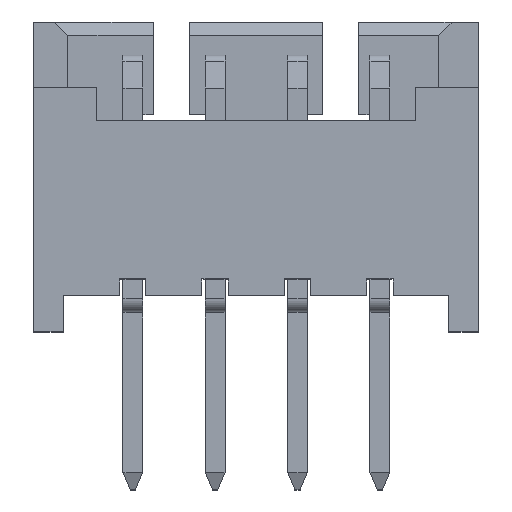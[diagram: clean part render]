
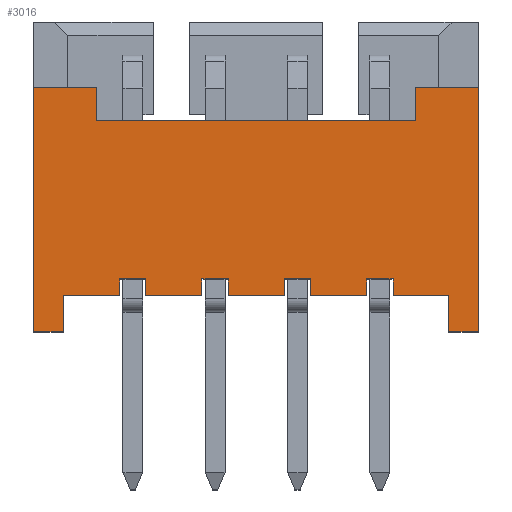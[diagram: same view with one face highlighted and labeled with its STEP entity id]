
A CAD part, top view. The second image highlights one B-rep face of the part: STEP entity #3016.
In plain terms, the highlighted planar face has unit normal (0, 0, 1).
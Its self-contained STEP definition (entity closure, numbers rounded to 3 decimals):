
#9=DIRECTION('',(1.,0.,0.));
#10=VECTOR('',#9,0.45);
#11=CARTESIAN_POINT('',(-3.375,0.,1.725));
#12=LINE('',#11,#10);
#13=DIRECTION('',(1.,0.,0.));
#14=VECTOR('',#13,0.45);
#15=CARTESIAN_POINT('',(2.925,0.,1.725));
#16=LINE('',#15,#14);
#37=DIRECTION('',(0.,1.,0.));
#38=VECTOR('',#37,0.25);
#39=CARTESIAN_POINT('',(-1.67,0.55,1.725));
#40=LINE('',#39,#38);
#41=DIRECTION('',(-1.,0.,0.));
#42=VECTOR('',#41,0.4);
#43=CARTESIAN_POINT('',(-1.67,0.8,1.725));
#44=LINE('',#43,#42);
#45=DIRECTION('',(0.,-1.,0.));
#46=VECTOR('',#45,0.25);
#47=CARTESIAN_POINT('',(-2.07,0.8,1.725));
#48=LINE('',#47,#46);
#49=DIRECTION('',(-1.,0.,0.));
#50=VECTOR('',#49,0.855);
#51=CARTESIAN_POINT('',(-2.07,0.55,1.725));
#52=LINE('',#51,#50);
#53=DIRECTION('',(0.,1.,0.));
#54=VECTOR('',#53,0.55);
#55=CARTESIAN_POINT('',(-2.925,0.,1.725));
#56=LINE('',#55,#54);
#57=DIRECTION('',(0.,1.,0.));
#58=VECTOR('',#57,3.7);
#59=CARTESIAN_POINT('',(-3.375,0.,1.725));
#60=LINE('',#59,#58);
#61=DIRECTION('',(1.,0.,0.));
#62=VECTOR('',#61,0.95);
#63=CARTESIAN_POINT('',(-3.375,3.7,1.725));
#64=LINE('',#63,#62);
#65=DIRECTION('',(0.,-1.,0.));
#66=VECTOR('',#65,0.5);
#67=CARTESIAN_POINT('',(-2.425,3.7,1.725));
#68=LINE('',#67,#66);
#69=DIRECTION('',(1.,0.,0.));
#70=VECTOR('',#69,4.85);
#71=CARTESIAN_POINT('',(-2.425,3.2,1.725));
#72=LINE('',#71,#70);
#73=DIRECTION('',(0.,1.,0.));
#74=VECTOR('',#73,0.5);
#75=CARTESIAN_POINT('',(2.425,3.2,1.725));
#76=LINE('',#75,#74);
#77=DIRECTION('',(-1.,0.,0.));
#78=VECTOR('',#77,0.95);
#79=CARTESIAN_POINT('',(3.375,3.7,1.725));
#80=LINE('',#79,#78);
#81=DIRECTION('',(0.,1.,0.));
#82=VECTOR('',#81,0.55);
#83=CARTESIAN_POINT('',(2.925,0.,1.725));
#84=LINE('',#83,#82);
#85=DIRECTION('',(-1.,0.,0.));
#86=VECTOR('',#85,0.845);
#87=CARTESIAN_POINT('',(2.925,0.55,1.725));
#88=LINE('',#87,#86);
#89=DIRECTION('',(0.,1.,0.));
#90=VECTOR('',#89,0.25);
#91=CARTESIAN_POINT('',(2.08,0.55,1.725));
#92=LINE('',#91,#90);
#93=DIRECTION('',(-1.,0.,0.));
#94=VECTOR('',#93,0.4);
#95=CARTESIAN_POINT('',(2.08,0.8,1.725));
#96=LINE('',#95,#94);
#97=DIRECTION('',(0.,-1.,0.));
#98=VECTOR('',#97,0.25);
#99=CARTESIAN_POINT('',(1.68,0.8,1.725));
#100=LINE('',#99,#98);
#101=DIRECTION('',(-1.,0.,0.));
#102=VECTOR('',#101,0.85);
#103=CARTESIAN_POINT('',(1.68,0.55,1.725));
#104=LINE('',#103,#102);
#105=DIRECTION('',(0.,1.,0.));
#106=VECTOR('',#105,0.25);
#107=CARTESIAN_POINT('',(0.83,0.55,1.725));
#108=LINE('',#107,#106);
#109=DIRECTION('',(-1.,0.,0.));
#110=VECTOR('',#109,0.4);
#111=CARTESIAN_POINT('',(0.83,0.8,1.725));
#112=LINE('',#111,#110);
#113=DIRECTION('',(0.,-1.,0.));
#114=VECTOR('',#113,0.25);
#115=CARTESIAN_POINT('',(0.43,0.8,1.725));
#116=LINE('',#115,#114);
#117=DIRECTION('',(-1.,0.,0.));
#118=VECTOR('',#117,0.85);
#119=CARTESIAN_POINT('',(0.43,0.55,1.725));
#120=LINE('',#119,#118);
#121=DIRECTION('',(0.,1.,0.));
#122=VECTOR('',#121,0.25);
#123=CARTESIAN_POINT('',(-0.42,0.55,1.725));
#124=LINE('',#123,#122);
#125=DIRECTION('',(-1.,0.,0.));
#126=VECTOR('',#125,0.4);
#127=CARTESIAN_POINT('',(-0.42,0.8,1.725));
#128=LINE('',#127,#126);
#129=DIRECTION('',(0.,-1.,0.));
#130=VECTOR('',#129,0.25);
#131=CARTESIAN_POINT('',(-0.82,0.8,1.725));
#132=LINE('',#131,#130);
#133=DIRECTION('',(-1.,0.,0.));
#134=VECTOR('',#133,0.85);
#135=CARTESIAN_POINT('',(-0.82,0.55,1.725));
#136=LINE('',#135,#134);
#863=DIRECTION('',(0.,1.,0.));
#864=VECTOR('',#863,3.7);
#865=CARTESIAN_POINT('',(3.375,0.,1.725));
#866=LINE('',#865,#864);
#2210=CARTESIAN_POINT('',(-3.375,0.,1.725));
#2212=VERTEX_POINT('',#2210);
#2213=CARTESIAN_POINT('',(3.375,0.,1.725));
#2215=VERTEX_POINT('',#2213);
#2265=CARTESIAN_POINT('',(-3.375,3.7,1.725));
#2266=VERTEX_POINT('',#2265);
#2267=CARTESIAN_POINT('',(-2.425,3.7,1.725));
#2268=VERTEX_POINT('',#2267);
#2269=CARTESIAN_POINT('',(-2.425,3.2,1.725));
#2270=VERTEX_POINT('',#2269);
#2271=CARTESIAN_POINT('',(2.425,3.2,1.725));
#2272=VERTEX_POINT('',#2271);
#2273=CARTESIAN_POINT('',(2.425,3.7,1.725));
#2274=VERTEX_POINT('',#2273);
#2275=CARTESIAN_POINT('',(3.375,3.7,1.725));
#2276=VERTEX_POINT('',#2275);
#2293=CARTESIAN_POINT('',(-2.925,0.,1.725));
#2294=CARTESIAN_POINT('',(-2.925,0.55,1.725));
#2295=VERTEX_POINT('',#2293);
#2296=VERTEX_POINT('',#2294);
#2297=CARTESIAN_POINT('',(2.925,0.,1.725));
#2298=CARTESIAN_POINT('',(2.925,0.55,1.725));
#2299=VERTEX_POINT('',#2297);
#2300=VERTEX_POINT('',#2298);
#2305=CARTESIAN_POINT('',(2.08,0.55,1.725));
#2306=CARTESIAN_POINT('',(2.08,0.8,1.725));
#2307=VERTEX_POINT('',#2305);
#2308=VERTEX_POINT('',#2306);
#2309=CARTESIAN_POINT('',(1.68,0.8,1.725));
#2310=VERTEX_POINT('',#2309);
#2311=CARTESIAN_POINT('',(1.68,0.55,1.725));
#2312=VERTEX_POINT('',#2311);
#2317=CARTESIAN_POINT('',(0.83,0.55,1.725));
#2318=CARTESIAN_POINT('',(0.83,0.8,1.725));
#2319=VERTEX_POINT('',#2317);
#2320=VERTEX_POINT('',#2318);
#2321=CARTESIAN_POINT('',(0.43,0.8,1.725));
#2322=VERTEX_POINT('',#2321);
#2323=CARTESIAN_POINT('',(0.43,0.55,1.725));
#2324=VERTEX_POINT('',#2323);
#2329=CARTESIAN_POINT('',(-0.42,0.55,1.725));
#2330=CARTESIAN_POINT('',(-0.42,0.8,1.725));
#2331=VERTEX_POINT('',#2329);
#2332=VERTEX_POINT('',#2330);
#2333=CARTESIAN_POINT('',(-0.82,0.8,1.725));
#2334=VERTEX_POINT('',#2333);
#2335=CARTESIAN_POINT('',(-0.82,0.55,1.725));
#2336=VERTEX_POINT('',#2335);
#2513=CARTESIAN_POINT('',(-1.67,0.55,1.725));
#2514=CARTESIAN_POINT('',(-1.67,0.8,1.725));
#2515=VERTEX_POINT('',#2513);
#2516=VERTEX_POINT('',#2514);
#2517=CARTESIAN_POINT('',(-2.07,0.8,1.725));
#2518=VERTEX_POINT('',#2517);
#2519=CARTESIAN_POINT('',(-2.07,0.55,1.725));
#2520=VERTEX_POINT('',#2519);
#2956=CARTESIAN_POINT('',(-3.375,0.,1.725));
#2957=DIRECTION('',(0.,0.,1.));
#2958=DIRECTION('',(1.,0.,0.));
#2959=AXIS2_PLACEMENT_3D('',#2956,#2957,#2958);
#2960=PLANE('',#2959);
#2962=ORIENTED_EDGE('',*,*,#2961,.T.);
#2964=ORIENTED_EDGE('',*,*,#2963,.T.);
#2966=ORIENTED_EDGE('',*,*,#2965,.T.);
#2968=ORIENTED_EDGE('',*,*,#2967,.T.);
#2969=ORIENTED_EDGE('',*,*,#2943,.F.);
#2970=ORIENTED_EDGE('',*,*,#2916,.F.);
#2972=ORIENTED_EDGE('',*,*,#2971,.T.);
#2974=ORIENTED_EDGE('',*,*,#2973,.T.);
#2976=ORIENTED_EDGE('',*,*,#2975,.T.);
#2978=ORIENTED_EDGE('',*,*,#2977,.T.);
#2980=ORIENTED_EDGE('',*,*,#2979,.T.);
#2982=ORIENTED_EDGE('',*,*,#2981,.F.);
#2984=ORIENTED_EDGE('',*,*,#2983,.F.);
#2985=ORIENTED_EDGE('',*,*,#2928,.F.);
#2987=ORIENTED_EDGE('',*,*,#2986,.T.);
#2989=ORIENTED_EDGE('',*,*,#2988,.T.);
#2991=ORIENTED_EDGE('',*,*,#2990,.T.);
#2993=ORIENTED_EDGE('',*,*,#2992,.T.);
#2995=ORIENTED_EDGE('',*,*,#2994,.T.);
#2997=ORIENTED_EDGE('',*,*,#2996,.T.);
#2999=ORIENTED_EDGE('',*,*,#2998,.T.);
#3001=ORIENTED_EDGE('',*,*,#3000,.T.);
#3003=ORIENTED_EDGE('',*,*,#3002,.T.);
#3005=ORIENTED_EDGE('',*,*,#3004,.T.);
#3007=ORIENTED_EDGE('',*,*,#3006,.T.);
#3009=ORIENTED_EDGE('',*,*,#3008,.T.);
#3011=ORIENTED_EDGE('',*,*,#3010,.T.);
#3013=ORIENTED_EDGE('',*,*,#3012,.T.);
#3014=EDGE_LOOP('',(#2962,#2964,#2966,#2968,#2969,#2970,#2972,#2974,#2976,#2978,
#2980,#2982,#2984,#2985,#2987,#2989,#2991,#2993,#2995,#2997,#2999,#3001,#3003,
#3005,#3007,#3009,#3011,#3013));
#3015=FACE_OUTER_BOUND('',#3014,.F.);
#2916=EDGE_CURVE('',#2212,#2295,#12,.T.);
#2928=EDGE_CURVE('',#2299,#2215,#16,.T.);
#2943=EDGE_CURVE('',#2295,#2296,#56,.T.);
#2961=EDGE_CURVE('',#2515,#2516,#40,.T.);
#2963=EDGE_CURVE('',#2516,#2518,#44,.T.);
#2965=EDGE_CURVE('',#2518,#2520,#48,.T.);
#2967=EDGE_CURVE('',#2520,#2296,#52,.T.);
#2971=EDGE_CURVE('',#2212,#2266,#60,.T.);
#2973=EDGE_CURVE('',#2266,#2268,#64,.T.);
#2975=EDGE_CURVE('',#2268,#2270,#68,.T.);
#2977=EDGE_CURVE('',#2270,#2272,#72,.T.);
#2979=EDGE_CURVE('',#2272,#2274,#76,.T.);
#2981=EDGE_CURVE('',#2276,#2274,#80,.T.);
#2983=EDGE_CURVE('',#2215,#2276,#866,.T.);
#2986=EDGE_CURVE('',#2299,#2300,#84,.T.);
#2988=EDGE_CURVE('',#2300,#2307,#88,.T.);
#2990=EDGE_CURVE('',#2307,#2308,#92,.T.);
#2992=EDGE_CURVE('',#2308,#2310,#96,.T.);
#2994=EDGE_CURVE('',#2310,#2312,#100,.T.);
#2996=EDGE_CURVE('',#2312,#2319,#104,.T.);
#2998=EDGE_CURVE('',#2319,#2320,#108,.T.);
#3000=EDGE_CURVE('',#2320,#2322,#112,.T.);
#3002=EDGE_CURVE('',#2322,#2324,#116,.T.);
#3004=EDGE_CURVE('',#2324,#2331,#120,.T.);
#3006=EDGE_CURVE('',#2331,#2332,#124,.T.);
#3008=EDGE_CURVE('',#2332,#2334,#128,.T.);
#3010=EDGE_CURVE('',#2334,#2336,#132,.T.);
#3012=EDGE_CURVE('',#2336,#2515,#136,.T.);
#3016=ADVANCED_FACE('',(#3015),#2960,.T.);
